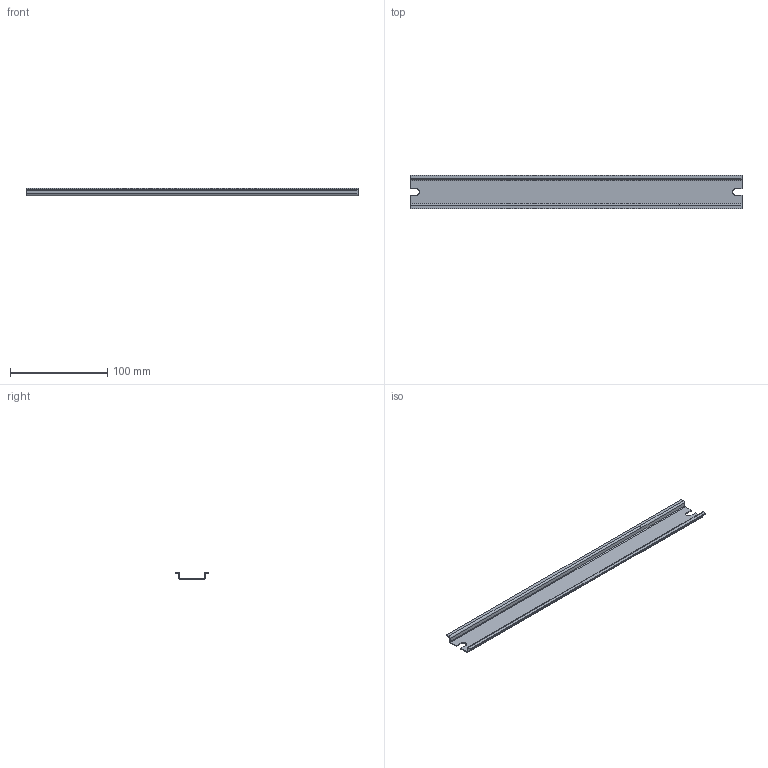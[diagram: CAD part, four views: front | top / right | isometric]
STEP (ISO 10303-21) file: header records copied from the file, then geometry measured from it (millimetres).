
FILE_DESCRIPTION(('CATIA V5R24 STEP','CAx-IF Rec.Pracs.--- Model Styling and Organization---1.2---2011-12-15'),'2;1');
FILE_NAME ('045004-2_1_8000003910_8000003910.stp','2018-03-06T13:33:38+00:00',('none'),('Weidmueller'),'CATIA Version 5-6 Release 2014 SP4 HF52','CATIA V5 STEP AP214','none');
FILE_SCHEMA(('AUTOMOTIVE_DESIGN { 1 0 10303 214 1 1 1 1 }'));
Length unit declared in the file: millimetre
Products named in the file (1): 8000003910
Bounding box: 342 x 35 x 7.5 mm (x, y, z)
Volume: 15535.2 mm3; surface area: 31880.6 mm2
Topology: 1 solids, 1 shells, 34 faces, 101 edges, 69 vertices
Faces by surface type: plane 20, cylinder 14
Entity records: 1144 total; most frequent: CARTESIAN_POINT 223, ORIENTED_EDGE 202, DIRECTION 159, EDGE_CURVE 101, VECTOR 76, LINE 76, VERTEX_POINT 69, AXIS2_PLACEMENT_3D 54
